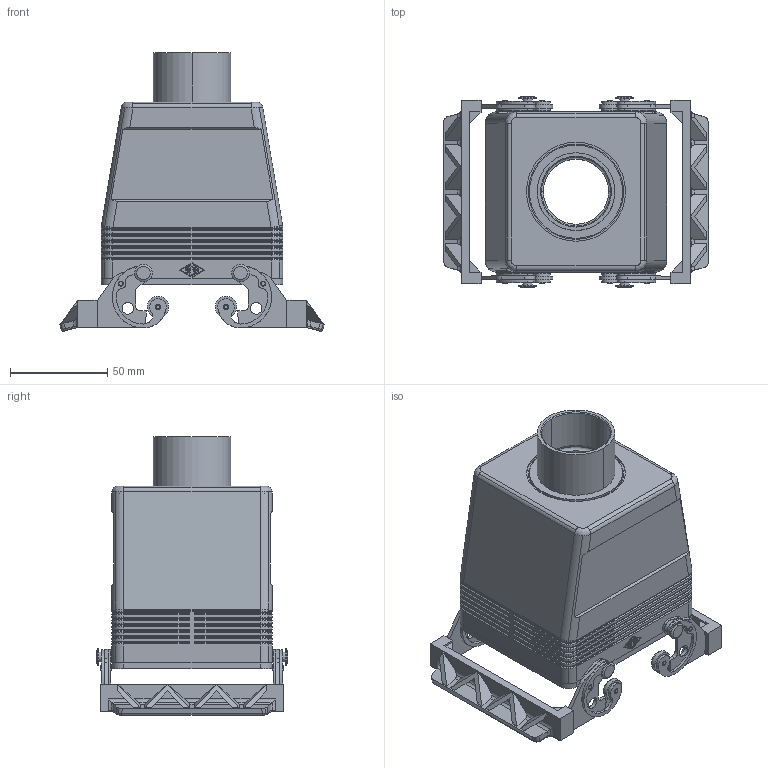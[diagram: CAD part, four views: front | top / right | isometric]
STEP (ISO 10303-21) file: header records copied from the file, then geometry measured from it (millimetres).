
FILE_DESCRIPTION((''),'2;1');
FILE_NAME('CHV 32 G29.stp','2006-12-13T10:59:50',('gembarski'),(''),'Autodesk Inventor 7','Autodesk Inventor 7','');
FILE_SCHEMA(('AUTOMOTIVE_DESIGN { 1 0 10303 214 1 1 1 1 }'));
Length unit declared in the file: millimetre
Products named in the file (1): CHV 32 G29
Bounding box: 136.28 x 98.5 x 143.53 mm (x, y, z)
Volume: 187453.4 mm3; surface area: 102171.3 mm2
Topology: 1 solids, 5 shells, 1089 faces, 2871 edges, 1830 vertices
Faces by surface type: bspline 329, plane 328, cylinder 298, cone 110, torus 20, sphere 4
Entity records: 36820 total; most frequent: CARTESIAN_POINT 10010, ORIENTED_EDGE 5710, DIRECTION 5529, EDGE_CURVE 2855, AXIS2_PLACEMENT_3D 1917, VERTEX_POINT 1830, VECTOR 1695, LINE 1695
